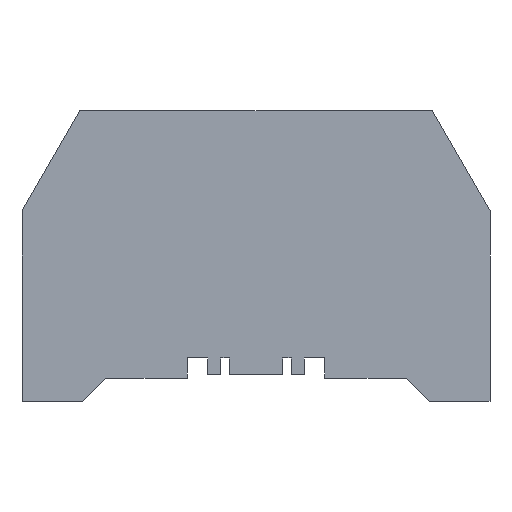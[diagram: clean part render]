
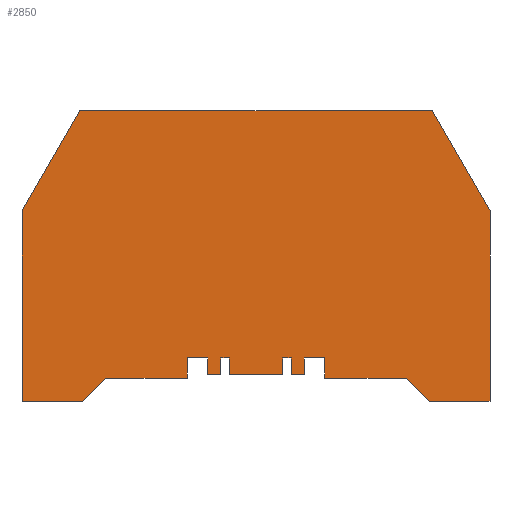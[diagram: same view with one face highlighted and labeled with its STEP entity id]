
A CAD part, left-side view. The second image highlights one B-rep face of the part: STEP entity #2850.
In plain terms, the highlighted face is planar.
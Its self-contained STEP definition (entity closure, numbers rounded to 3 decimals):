
#120=CARTESIAN_POINT('',(-54.892,-37.,-0.8));
#130=VERTEX_POINT('',#120);
#280=CARTESIAN_POINT('',(-54.892,-39.5,-0.8));
#290=VERTEX_POINT('',#280);
#320=CARTESIAN_POINT('',(-54.892,0.,-0.8));
#330=DIRECTION('',(0.,1.,0.));
#340=VECTOR('',#330,1.);
#350=LINE('',#320,#340);
#360=EDGE_CURVE('',#290,#130,#350,.T.);
#570=CARTESIAN_POINT('',(-52.892,-39.5,-0.8));
#580=VERTEX_POINT('',#570);
#630=CARTESIAN_POINT('',(0.,-39.5,-0.8));
#640=DIRECTION('',(-1.,0.,0.));
#650=VECTOR('',#640,1.);
#660=LINE('',#630,#650);
#670=EDGE_CURVE('',#580,#290,#660,.T.);
#860=CARTESIAN_POINT('',(0.,0.,-0.8));
#870=DIRECTION('',(0.,0.,1.));
#880=DIRECTION('',(1.,0.,0.));
#890=AXIS2_PLACEMENT_3D('',#860,#870,#880);
#900=PLANE('',#890);
#910=CARTESIAN_POINT('',(0.,-43.5,-0.8));
#920=DIRECTION('',(1.,0.,0.));
#930=VECTOR('',#920,1.);
#940=LINE('',#910,#930);
#950=CARTESIAN_POINT('',(-95.142,-43.5,-0.8));
#960=VERTEX_POINT('',#950);
#970=CARTESIAN_POINT('',(-86.142,-43.5,-0.8));
#980=VERTEX_POINT('',#970);
#990=EDGE_CURVE('',#960,#980,#940,.T.);
#1000=ORIENTED_EDGE('',*,*,#990,.F.);
#1010=CARTESIAN_POINT('',(-86.142,-43.5,-0.8));
#1020=DIRECTION('',(0.707,0.707,0.));
#1030=VECTOR('',#1020,1.);
#1040=LINE('',#1010,#1030);
#1050=CARTESIAN_POINT('',(-82.642,-40.,-0.8));
#1060=VERTEX_POINT('',#1050);
#1070=EDGE_CURVE('',#980,#1060,#1040,.T.);
#1080=ORIENTED_EDGE('',*,*,#1070,.F.);
#1090=CARTESIAN_POINT('',(-82.642,-40.,-0.8));
#1100=DIRECTION('',(1.,0.,0.));
#1110=VECTOR('',#1100,1.);
#1120=LINE('',#1090,#1110);
#1130=CARTESIAN_POINT('',(-70.392,-40.,-0.8));
#1140=VERTEX_POINT('',#1130);
#1150=EDGE_CURVE('',#1060,#1140,#1120,.T.);
#1160=ORIENTED_EDGE('',*,*,#1150,.F.);
#1170=CARTESIAN_POINT('',(-70.392,-40.,-0.8));
#1180=DIRECTION('',(0.,1.,0.));
#1190=VECTOR('',#1180,1.);
#1200=LINE('',#1170,#1190);
#1210=CARTESIAN_POINT('',(-70.392,-37.,-0.8));
#1220=VERTEX_POINT('',#1210);
#1230=EDGE_CURVE('',#1140,#1220,#1200,.T.);
#1240=ORIENTED_EDGE('',*,*,#1230,.F.);
#1250=CARTESIAN_POINT('',(-70.392,-37.,-0.8));
#1260=DIRECTION('',(1.,0.,0.));
#1270=VECTOR('',#1260,1.);
#1280=LINE('',#1250,#1270);
#1290=CARTESIAN_POINT('',(-67.392,-37.,-0.8));
#1300=VERTEX_POINT('',#1290);
#1310=EDGE_CURVE('',#1220,#1300,#1280,.T.);
#1320=ORIENTED_EDGE('',*,*,#1310,.F.);
#1330=CARTESIAN_POINT('',(-67.392,0.,-0.8));
#1340=DIRECTION('',(0.,1.,0.));
#1350=VECTOR('',#1340,1.);
#1360=LINE('',#1330,#1350);
#1370=CARTESIAN_POINT('',(-67.392,-39.5,-0.8));
#1380=VERTEX_POINT('',#1370);
#1390=EDGE_CURVE('',#1380,#1300,#1360,.T.);
#1400=ORIENTED_EDGE('',*,*,#1390,.T.);
#1410=CARTESIAN_POINT('',(0.,-39.5,-0.8));
#1420=DIRECTION('',(-1.,0.,0.));
#1430=VECTOR('',#1420,1.);
#1440=LINE('',#1410,#1430);
#1450=CARTESIAN_POINT('',(-65.392,-39.5,-0.8));
#1460=VERTEX_POINT('',#1450);
#1470=EDGE_CURVE('',#1460,#1380,#1440,.T.);
#1480=ORIENTED_EDGE('',*,*,#1470,.T.);
#1490=CARTESIAN_POINT('',(-65.392,-38.7,-0.8));
#1500=DIRECTION('',(0.,1.,0.));
#1510=VECTOR('',#1500,1.);
#1520=LINE('',#1490,#1510);
#1530=CARTESIAN_POINT('',(-65.392,-37.,-0.8));
#1540=VERTEX_POINT('',#1530);
#1550=EDGE_CURVE('',#1460,#1540,#1520,.T.);
#1560=ORIENTED_EDGE('',*,*,#1550,.F.);
#1570=CARTESIAN_POINT('',(-65.392,-37.,-0.8));
#1580=DIRECTION('',(1.,0.,0.));
#1590=VECTOR('',#1580,1.);
#1600=LINE('',#1570,#1590);
#1610=CARTESIAN_POINT('',(-64.142,-37.,-0.8));
#1620=VERTEX_POINT('',#1610);
#1630=EDGE_CURVE('',#1540,#1620,#1600,.T.);
#1640=ORIENTED_EDGE('',*,*,#1630,.F.);
#1650=CARTESIAN_POINT('',(-64.142,0.,-0.8));
#1660=DIRECTION('',(0.,1.,0.));
#1670=VECTOR('',#1660,1.);
#1680=LINE('',#1650,#1670);
#1690=CARTESIAN_POINT('',(-64.142,-39.5,-0.8));
#1700=VERTEX_POINT('',#1690);
#1710=EDGE_CURVE('',#1700,#1620,#1680,.T.);
#1720=ORIENTED_EDGE('',*,*,#1710,.T.);
#1730=CARTESIAN_POINT('',(0.,-39.5,-0.8));
#1740=DIRECTION('',(-1.,0.,0.));
#1750=VECTOR('',#1740,1.);
#1760=LINE('',#1730,#1750);
#1770=CARTESIAN_POINT('',(-56.142,-39.5,-0.8));
#1780=VERTEX_POINT('',#1770);
#1790=EDGE_CURVE('',#1780,#1700,#1760,.T.);
#1800=ORIENTED_EDGE('',*,*,#1790,.T.);
#1810=CARTESIAN_POINT('',(-56.142,-38.7,-0.8));
#1820=DIRECTION('',(0.,1.,0.));
#1830=VECTOR('',#1820,1.);
#1840=LINE('',#1810,#1830);
#1850=CARTESIAN_POINT('',(-56.142,-37.,-0.8));
#1860=VERTEX_POINT('',#1850);
#1870=EDGE_CURVE('',#1780,#1860,#1840,.T.);
#1880=ORIENTED_EDGE('',*,*,#1870,.F.);
#1890=CARTESIAN_POINT('',(-56.142,-37.,-0.8));
#1900=DIRECTION('',(1.,0.,0.));
#1910=VECTOR('',#1900,1.);
#1920=LINE('',#1890,#1910);
#1930=EDGE_CURVE('',#1860,#130,#1920,.T.);
#1940=ORIENTED_EDGE('',*,*,#1930,.F.);
#1950=ORIENTED_EDGE('',*,*,#360,.T.);
#1960=ORIENTED_EDGE('',*,*,#670,.T.);
#1970=CARTESIAN_POINT('',(-52.892,-38.7,-0.8));
#1980=DIRECTION('',(0.,1.,0.));
#1990=VECTOR('',#1980,1.);
#2000=LINE('',#1970,#1990);
#2010=CARTESIAN_POINT('',(-52.892,-37.,-0.8));
#2020=VERTEX_POINT('',#2010);
#2030=EDGE_CURVE('',#580,#2020,#2000,.T.);
#2040=ORIENTED_EDGE('',*,*,#2030,.F.);
#2050=CARTESIAN_POINT('',(-52.892,-37.,-0.8));
#2060=DIRECTION('',(1.,0.,0.));
#2070=VECTOR('',#2060,1.);
#2080=LINE('',#2050,#2070);
#2090=CARTESIAN_POINT('',(-49.892,-37.,-0.8));
#2100=VERTEX_POINT('',#2090);
#2110=EDGE_CURVE('',#2020,#2100,#2080,.T.);
#2120=ORIENTED_EDGE('',*,*,#2110,.F.);
#2130=CARTESIAN_POINT('',(-49.892,-37.,-0.8));
#2140=DIRECTION('',(0.,-1.,0.));
#2150=VECTOR('',#2140,1.);
#2160=LINE('',#2130,#2150);
#2170=CARTESIAN_POINT('',(-49.892,-40.,-0.8));
#2180=VERTEX_POINT('',#2170);
#2190=EDGE_CURVE('',#2100,#2180,#2160,.T.);
#2200=ORIENTED_EDGE('',*,*,#2190,.F.);
#2210=CARTESIAN_POINT('',(-49.892,-40.,-0.8));
#2220=DIRECTION('',(1.,0.,0.));
#2230=VECTOR('',#2220,1.);
#2240=LINE('',#2210,#2230);
#2250=CARTESIAN_POINT('',(-37.642,-40.,-0.8));
#2260=VERTEX_POINT('',#2250);
#2270=EDGE_CURVE('',#2180,#2260,#2240,.T.);
#2280=ORIENTED_EDGE('',*,*,#2270,.F.);
#2290=CARTESIAN_POINT('',(-37.642,-40.,-0.8));
#2300=DIRECTION('',(0.707,-0.707,0.));
#2310=VECTOR('',#2300,1.);
#2320=LINE('',#2290,#2310);
#2330=CARTESIAN_POINT('',(-34.142,-43.5,-0.8));
#2340=VERTEX_POINT('',#2330);
#2350=EDGE_CURVE('',#2260,#2340,#2320,.T.);
#2360=ORIENTED_EDGE('',*,*,#2350,.F.);
#2370=CARTESIAN_POINT('',(0.,-43.5,-0.8));
#2380=DIRECTION('',(1.,0.,0.));
#2390=VECTOR('',#2380,1.);
#2400=LINE('',#2370,#2390);
#2410=CARTESIAN_POINT('',(-25.142,-43.5,-0.8));
#2420=VERTEX_POINT('',#2410);
#2430=EDGE_CURVE('',#2340,#2420,#2400,.T.);
#2440=ORIENTED_EDGE('',*,*,#2430,.F.);
#2450=CARTESIAN_POINT('',(-25.142,0.,-0.8));
#2460=DIRECTION('',(0.,1.,0.));
#2470=VECTOR('',#2460,1.);
#2480=LINE('',#2450,#2470);
#2490=CARTESIAN_POINT('',(-25.142,-15.,-0.8));
#2500=VERTEX_POINT('',#2490);
#2510=EDGE_CURVE('',#2420,#2500,#2480,.T.);
#2520=ORIENTED_EDGE('',*,*,#2510,.F.);
#2530=CARTESIAN_POINT('',(-33.803,0.,-0.8));
#2540=DIRECTION('',(-0.5,0.866,0.));
#2550=VECTOR('',#2540,1.);
#2560=LINE('',#2530,#2550);
#2570=CARTESIAN_POINT('',(-33.803,0.,-0.8));
#2580=VERTEX_POINT('',#2570);
#2590=EDGE_CURVE('',#2500,#2580,#2560,.T.);
#2600=ORIENTED_EDGE('',*,*,#2590,.F.);
#2610=CARTESIAN_POINT('',(0.,0.,-0.8));
#2620=DIRECTION('',(-1.,0.,0.));
#2630=VECTOR('',#2620,1.);
#2640=LINE('',#2610,#2630);
#2650=CARTESIAN_POINT('',(-86.482,0.,-0.8));
#2660=VERTEX_POINT('',#2650);
#2670=EDGE_CURVE('',#2580,#2660,#2640,.T.);
#2680=ORIENTED_EDGE('',*,*,#2670,.F.);
#2690=CARTESIAN_POINT('',(-86.482,0.,-0.8));
#2700=DIRECTION('',(-0.5,-0.866,0.));
#2710=VECTOR('',#2700,1.);
#2720=LINE('',#2690,#2710);
#2730=CARTESIAN_POINT('',(-95.142,-15.,-0.8));
#2740=VERTEX_POINT('',#2730);
#2750=EDGE_CURVE('',#2660,#2740,#2720,.T.);
#2760=ORIENTED_EDGE('',*,*,#2750,.F.);
#2770=CARTESIAN_POINT('',(-95.142,0.,-0.8));
#2780=DIRECTION('',(0.,-1.,0.));
#2790=VECTOR('',#2780,1.);
#2800=LINE('',#2770,#2790);
#2810=EDGE_CURVE('',#2740,#960,#2800,.T.);
#2820=ORIENTED_EDGE('',*,*,#2810,.F.);
#2830=EDGE_LOOP('',(#2820,#2760,#2680,#2600,#2520,#2440,#2360,#2280,
#2200,#2120,#2040,#1960,#1950,#1940,#1880,#1800,#1720,#1640,#1560,#1480,
#1400,#1320,#1240,#1160,#1080,#1000));
#2840=FACE_OUTER_BOUND('',#2830,.T.);
#2850=ADVANCED_FACE('',(#2840),#900,.F.);
